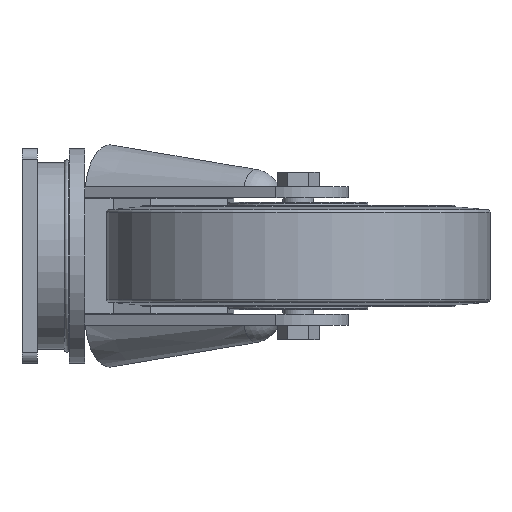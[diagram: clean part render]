
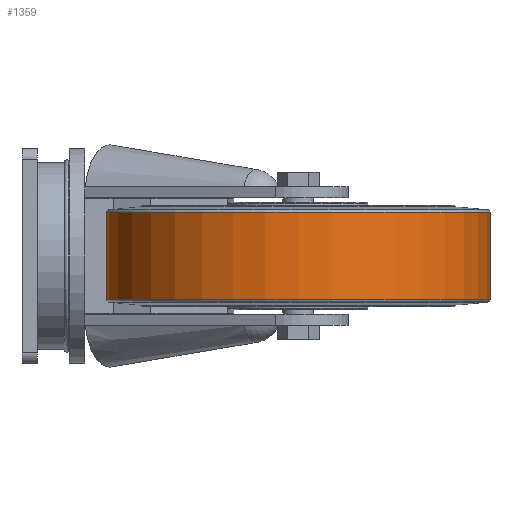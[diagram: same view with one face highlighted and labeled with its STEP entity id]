
A CAD part, left-side view. The second image highlights one B-rep face of the part: STEP entity #1359.
In plain terms, the highlighted cylindrical face has radius 125 mm (diameter 250 mm), a full revolution.
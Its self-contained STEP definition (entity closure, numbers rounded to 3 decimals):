
#61=CYLINDRICAL_SURFACE('',#1509,125.);
#115=CIRCLE('',#1508,125.);
#116=CIRCLE('',#1510,125.);
#315=ORIENTED_EDGE('',*,*,#576,.T.);
#316=ORIENTED_EDGE('',*,*,#575,.F.);
#575=EDGE_CURVE('',#729,#729,#115,.T.);
#576=EDGE_CURVE('',#730,#730,#116,.T.);
#729=VERTEX_POINT('',#2262);
#730=VERTEX_POINT('',#2265);
#1064=EDGE_LOOP('',(#315));
#1065=EDGE_LOOP('',(#316));
#1210=FACE_BOUND('',#1064,.T.);
#1211=FACE_BOUND('',#1065,.T.);
#1359=ADVANCED_FACE('',(#1210,#1211),#61,.T.);
#1508=AXIS2_PLACEMENT_3D('',#2261,#1807,#1808);
#1509=AXIS2_PLACEMENT_3D('',#2263,#1809,#1810);
#1510=AXIS2_PLACEMENT_3D('',#2264,#1811,#1812);
#1807=DIRECTION('',(0.,0.,-1.));
#1808=DIRECTION('',(-1.,0.,0.));
#1809=DIRECTION('',(0.,0.,-1.));
#1810=DIRECTION('',(-1.,0.,0.));
#1811=DIRECTION('',(0.,0.,-1.));
#1812=DIRECTION('',(-1.,0.,0.));
#2261=CARTESIAN_POINT('',(0.,0.,-28.351));
#2262=CARTESIAN_POINT('',(-125.,0.,-28.351));
#2263=CARTESIAN_POINT('',(0.,0.,-35.));
#2264=CARTESIAN_POINT('',(0.,0.,28.351));
#2265=CARTESIAN_POINT('',(-125.,0.,28.351));
